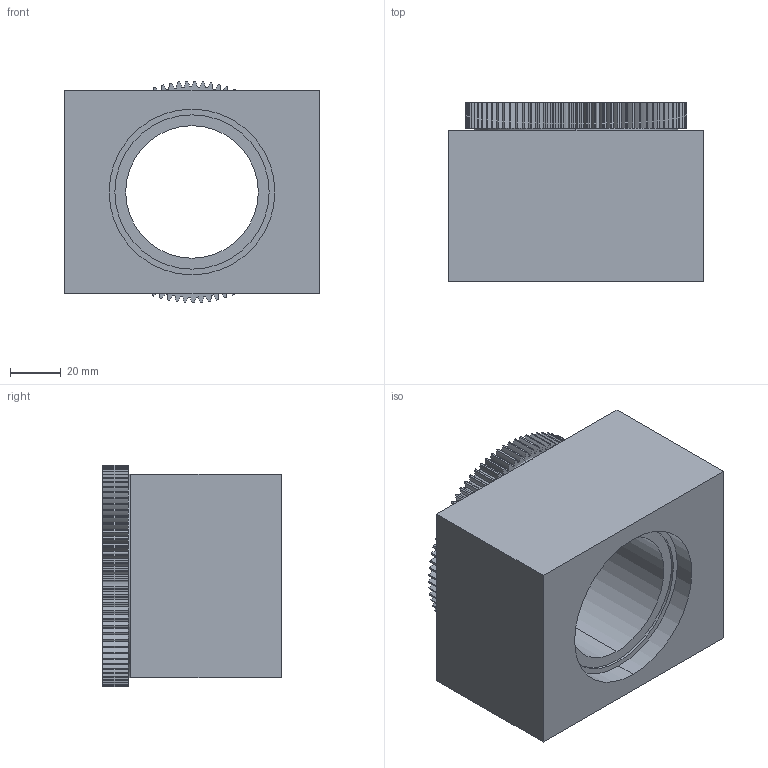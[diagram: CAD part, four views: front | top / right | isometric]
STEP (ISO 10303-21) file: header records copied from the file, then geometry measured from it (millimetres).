
FILE_DESCRIPTION (( 'STEP AP203' ), '1' );
FILE_NAME ('main_joint_w_gear.STEP', '2025-11-09T12:36:03', ( '' ), ( '' ), 'SwSTEP 2.0', 'SolidWorks 2024', '' );
FILE_SCHEMA (( 'CONFIG_CONTROL_DESIGN' ));
Length unit declared in the file: millimetre
Products named in the file (1): main_joint_w_gear
Bounding box: 100 x 70 x 86.99 mm (x, y, z)
Volume: 338577.6 mm3; surface area: 59063.4 mm2
Topology: 2 solids, 2 shells, 374 faces, 1091 edges, 726 vertices
Faces by surface type: cylinder 359, plane 15
Entity records: 12904 total; most frequent: DIRECTION 2559, CARTESIAN_POINT 2192, ORIENTED_EDGE 2182, AXIS2_PLACEMENT_3D 1093, EDGE_CURVE 1091, VERTEX_POINT 726, CIRCLE 718, EDGE_LOOP 383
